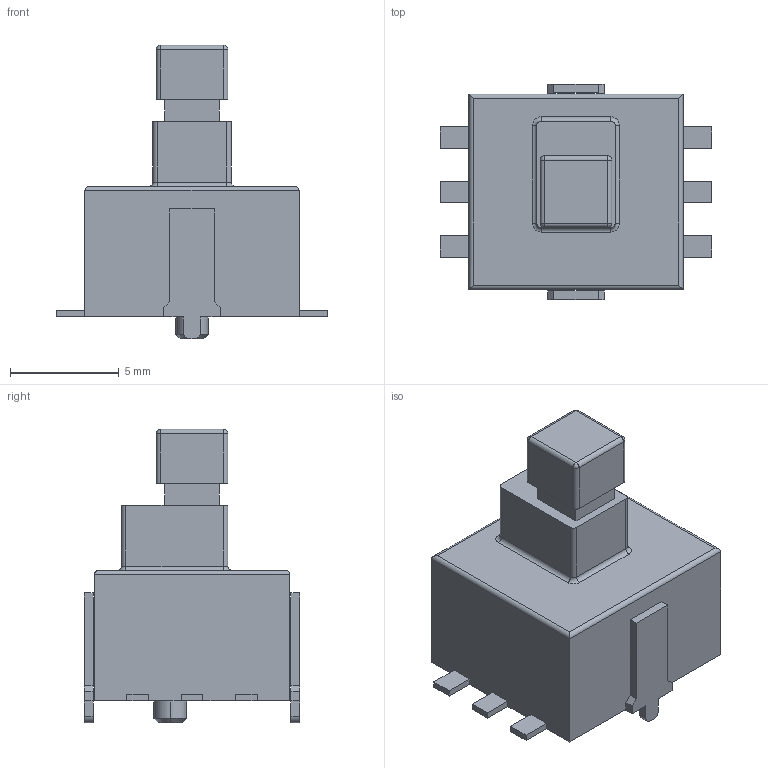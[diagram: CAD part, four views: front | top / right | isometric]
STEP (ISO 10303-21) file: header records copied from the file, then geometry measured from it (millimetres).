
FILE_DESCRIPTION (( 'STEP AP214' ), '1' );
FILE_NAME ('User Library-PVB6_EE.STEP', '2016-08-29T09:09:20', ( 'Windows User' ), ( '' ), 'SwSTEP 2.0', 'SolidWorks 2016', '' );
FILE_SCHEMA (( 'AUTOMOTIVE_DESIGN' ));
Length unit declared in the file: millimetre
Products named in the file (1): User Library-PVB6_EE
Bounding box: 12.5 x 9.9 x 13.5 mm (x, y, z)
Volume: 630.9 mm3; surface area: 582.3 mm2
Topology: 3 solids, 3 shells, 110 faces, 278 edges, 174 vertices
Faces by surface type: plane 74, cylinder 26, torus 4, sphere 4, cone 2
Entity records: 4438 total; most frequent: CARTESIAN_POINT 571, ORIENTED_EDGE 548, DIRECTION 542, EDGE_CURVE 274, VECTOR 220, LINE 220, VERTEX_POINT 174, AXIS2_PLACEMENT_3D 161
